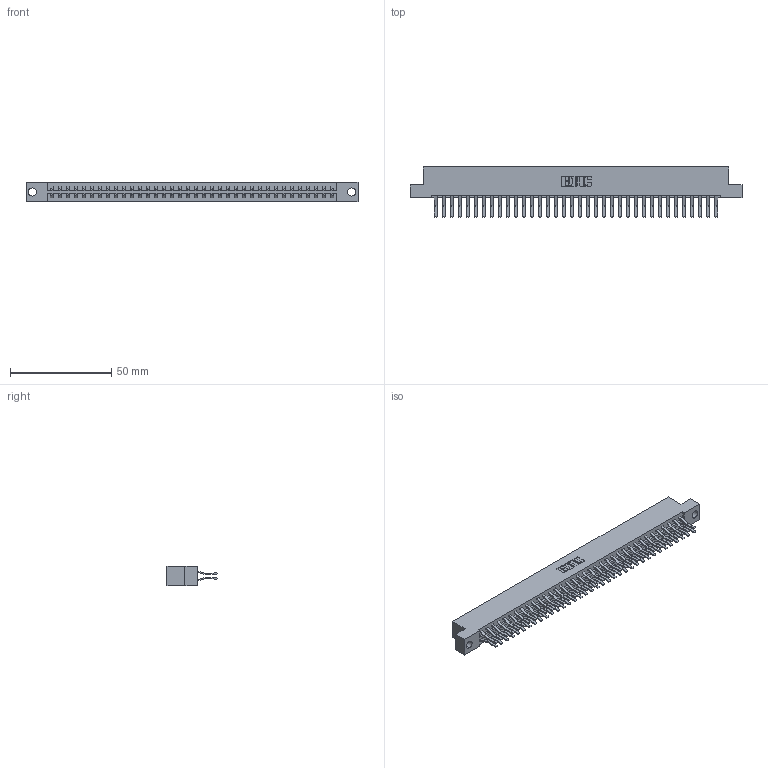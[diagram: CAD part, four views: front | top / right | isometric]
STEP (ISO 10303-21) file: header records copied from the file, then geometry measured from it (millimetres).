
FILE_DESCRIPTION (( 'STEP AP203' ), '1' );
FILE_NAME ('333-072-560-204.STEP', '2018-08-04T21:21:33', ( '' ), ( '' ), 'SwSTEP 2.0', 'SolidWorks 2016', '' );
FILE_SCHEMA (( 'CONFIG_CONTROL_DESIGN' ));
Length unit declared in the file: inch
Products named in the file (3): 333 Part_Flush - .156 Dia - TH; 345-292-001_560 Tail; 333-072-560-204
Assembly tree (73 placements, depth 2):
  333-072-560-204
    333 Part_Flush - .156 Dia - TH
    345-292-001_560 Tail  x72
Bounding box: 164.19 x 24.78 x 9.4 mm (x, y, z)
Volume: 17090.4 mm3; surface area: 21286.3 mm2
Topology: 73 solids, 73 shells, 4002 faces, 11903 edges, 7838 vertices
Faces by surface type: plane 2662, cylinder 1340
Entity records: 24027 total; most frequent: CARTESIAN_POINT 3990, ORIENTED_EDGE 3926, DIRECTION 3423, EDGE_CURVE 1963, LINE 1831, VECTOR 1831, VERTEX_POINT 1306, AXIS2_PLACEMENT_3D 796
